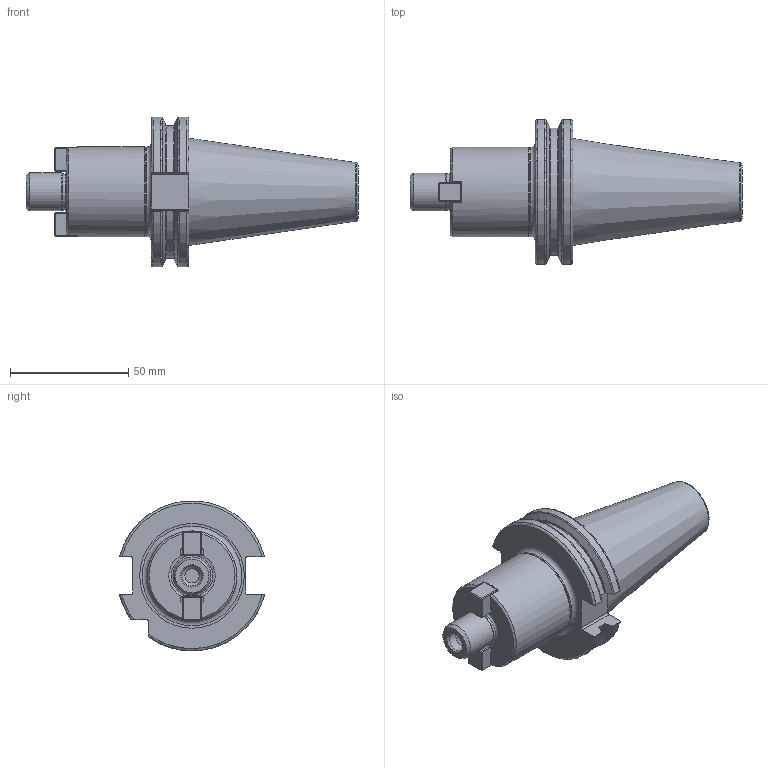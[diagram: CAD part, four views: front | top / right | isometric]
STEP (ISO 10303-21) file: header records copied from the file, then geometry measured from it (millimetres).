
FILE_DESCRIPTION(/* description */ (''),/* implementation_level */ '2;1');
FILE_NAME(/* name */ 'ASK40-FM-16-055.stp',/* time_stamp */ '2024-12-25T12:59:07+03:00',/* author */ (''),/* organization */ (''),/* preprocessor_version */ 'ST-DEVELOPER v19.4',/* originating_system */ 'SIEMENS PLM Software NX2306.3001',/* authorisation */ '');
FILE_SCHEMA (('AUTOMOTIVE_DESIGN { 1 0 10303 214 3 1 1 1 }'));
Length unit declared in the file: millimetre
Products named in the file (1): ASK40-FM-16-055-lıght_objects
Bounding box: 140.4 x 61.37 x 63.42 mm (x, y, z)
Volume: 157950.2 mm3; surface area: 22713.3 mm2
Topology: 1 solids, 3 shells, 185 faces, 482 edges, 296 vertices
Faces by surface type: plane 105, cone 30, cylinder 27, torus 23
Full cylindrical faces by diameter (mm): 2.5 x2, 4 x1, 8.5 x1, 10 x1, 15.5 x1, 16 x1, 37.8 x1, 38 x1
Entity records: 5938 total; most frequent: CARTESIAN_POINT 1664, ORIENTED_EDGE 884, DIRECTION 838, EDGE_CURVE 442, AXIS2_PLACEMENT_3D 307, VERTEX_POINT 287, LINE 224, VECTOR 224
